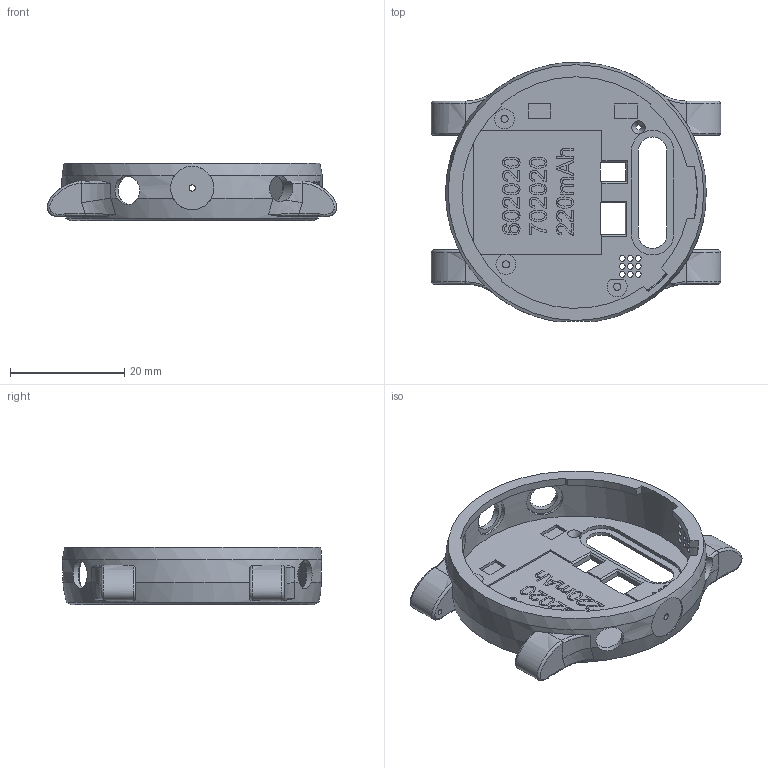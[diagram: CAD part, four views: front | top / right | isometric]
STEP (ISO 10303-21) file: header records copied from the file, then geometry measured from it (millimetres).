
FILE_DESCRIPTION(/* description */ ('','CAx-IF Rec.Pracs.---Representation and Presentation of Product Manufacturing Information (PMI)---4.0---2014-10-13'),/* implementation_level */ '2;1');
FILE_NAME(/* name */ 'ThymeWatchRoundShell.step',/* time_stamp */ '2024-12-30T09:41:16+08:00',/* author */ (''),/* organization */ (''),/* preprocessor_version */ 'ST-DEVELOPER v20',/* originating_system */ 'Autodesk Translation Framework v13.20.0.188',/* authorisation */ '');
FILE_SCHEMA (('AP242_MANAGED_MODEL_BASED_3D_ENGINEERING_MIM_LF { 1 0 10303 442 1 1 4 }'));
Length unit declared in the file: millimetre
Products named in the file (1): 铨洲智造2
Bounding box: 50.58 x 45.39 x 10 mm (x, y, z)
Volume: 4062 mm3; surface area: 6378.9 mm2
Topology: 1 solids, 1 shells, 580 faces, 1597 edges, 1054 vertices
Faces by surface type: bspline 333, plane 172, cylinder 67, torus 4, cone 4
Full cylindrical faces by diameter (mm): 0.9 x4, 1 x18, 1.1 x1, 1.25 x3, 3.5 x2, 4.5 x1, 5 x4, 6.6 x4, 7.6 x1, 42.4 x1
Entity records: 25181 total; most frequent: CARTESIAN_POINT 12604, ORIENTED_EDGE 3194, EDGE_CURVE 1597, DIRECTION 1468, VERTEX_POINT 1054, B_SPLINE_CURVE_WITH_KNOTS 750, LINE 714, VECTOR 714
